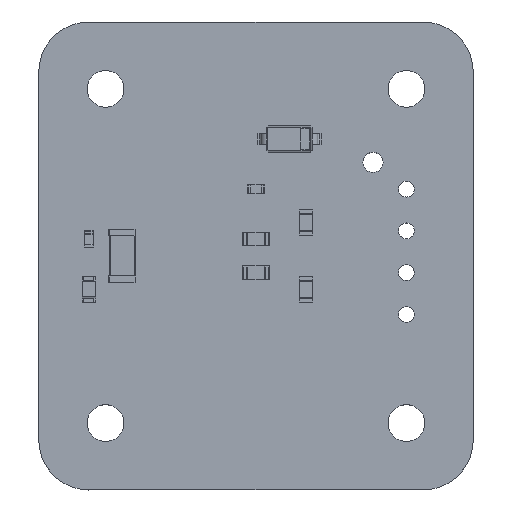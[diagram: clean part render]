
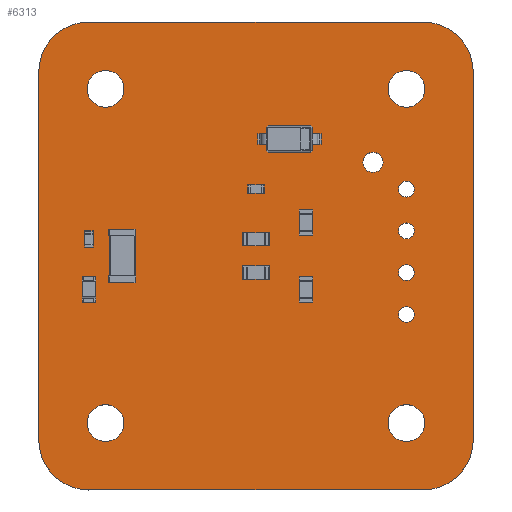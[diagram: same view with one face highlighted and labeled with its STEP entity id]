
A CAD part, top view. The second image highlights one B-rep face of the part: STEP entity #6313.
In plain terms, the highlighted planar face has unit normal (0, 0, 1).
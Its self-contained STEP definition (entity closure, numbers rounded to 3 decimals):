
#6065 = VERTEX_POINT('',#6066);
#6066 = CARTESIAN_POINT('',(118.,-41.,1.6));
#6072 = EDGE_CURVE('',#6065,#6073,#6075,.T.);
#6073 = VERTEX_POINT('',#6074);
#6074 = CARTESIAN_POINT('',(121.,-44.,1.6));
#6075 = CIRCLE('',#6076,3.);
#6076 = AXIS2_PLACEMENT_3D('',#6077,#6078,#6079);
#6077 = CARTESIAN_POINT('',(118.,-44.,1.6));
#6078 = DIRECTION('',(0.,0.,-1.));
#6079 = DIRECTION('',(0.,1.,0.));
#6107 = VERTEX_POINT('',#6108);
#6108 = CARTESIAN_POINT('',(98.,-41.,1.6));
#6114 = EDGE_CURVE('',#6107,#6065,#6115,.T.);
#6115 = LINE('',#6116,#6117);
#6116 = CARTESIAN_POINT('',(98.,-41.,1.6));
#6117 = VECTOR('',#6118,1.);
#6118 = DIRECTION('',(1.,0.,0.));
#6136 = EDGE_CURVE('',#6073,#6137,#6139,.T.);
#6137 = VERTEX_POINT('',#6138);
#6138 = CARTESIAN_POINT('',(121.,-66.,1.6));
#6139 = LINE('',#6140,#6141);
#6140 = CARTESIAN_POINT('',(121.,-44.,1.6));
#6141 = VECTOR('',#6142,1.);
#6142 = DIRECTION('',(0.,-1.,0.));
#6313 = ADVANCED_FACE('',(#6314,#6360,#6371,#6382,#6393,#6404,#6415,
    #6426,#6437,#6448),#6459,.F.);
#6314 = FACE_BOUND('',#6315,.F.);
#6315 = EDGE_LOOP('',(#6316,#6317,#6318,#6327,#6335,#6344,#6352,#6359));
#6316 = ORIENTED_EDGE('',*,*,#6072,.T.);
#6317 = ORIENTED_EDGE('',*,*,#6136,.T.);
#6318 = ORIENTED_EDGE('',*,*,#6319,.T.);
#6319 = EDGE_CURVE('',#6137,#6320,#6322,.T.);
#6320 = VERTEX_POINT('',#6321);
#6321 = CARTESIAN_POINT('',(118.,-69.,1.6));
#6322 = CIRCLE('',#6323,3.);
#6323 = AXIS2_PLACEMENT_3D('',#6324,#6325,#6326);
#6324 = CARTESIAN_POINT('',(118.,-66.,1.6));
#6325 = DIRECTION('',(0.,0.,-1.));
#6326 = DIRECTION('',(1.,0.,0.));
#6327 = ORIENTED_EDGE('',*,*,#6328,.T.);
#6328 = EDGE_CURVE('',#6320,#6329,#6331,.T.);
#6329 = VERTEX_POINT('',#6330);
#6330 = CARTESIAN_POINT('',(98.,-69.,1.6));
#6331 = LINE('',#6332,#6333);
#6332 = CARTESIAN_POINT('',(118.,-69.,1.6));
#6333 = VECTOR('',#6334,1.);
#6334 = DIRECTION('',(-1.,0.,0.));
#6335 = ORIENTED_EDGE('',*,*,#6336,.T.);
#6336 = EDGE_CURVE('',#6329,#6337,#6339,.T.);
#6337 = VERTEX_POINT('',#6338);
#6338 = CARTESIAN_POINT('',(95.,-66.,1.6));
#6339 = CIRCLE('',#6340,3.);
#6340 = AXIS2_PLACEMENT_3D('',#6341,#6342,#6343);
#6341 = CARTESIAN_POINT('',(98.,-66.,1.6));
#6342 = DIRECTION('',(0.,0.,-1.));
#6343 = DIRECTION('',(0.,-1.,-0.));
#6344 = ORIENTED_EDGE('',*,*,#6345,.T.);
#6345 = EDGE_CURVE('',#6337,#6346,#6348,.T.);
#6346 = VERTEX_POINT('',#6347);
#6347 = CARTESIAN_POINT('',(95.,-44.,1.6));
#6348 = LINE('',#6349,#6350);
#6349 = CARTESIAN_POINT('',(95.,-66.,1.6));
#6350 = VECTOR('',#6351,1.);
#6351 = DIRECTION('',(0.,1.,0.));
#6352 = ORIENTED_EDGE('',*,*,#6353,.T.);
#6353 = EDGE_CURVE('',#6346,#6107,#6354,.T.);
#6354 = CIRCLE('',#6355,3.);
#6355 = AXIS2_PLACEMENT_3D('',#6356,#6357,#6358);
#6356 = CARTESIAN_POINT('',(98.,-44.,1.6));
#6357 = DIRECTION('',(0.,0.,-1.));
#6358 = DIRECTION('',(-1.,0.,0.));
#6359 = ORIENTED_EDGE('',*,*,#6114,.T.);
#6360 = FACE_BOUND('',#6361,.F.);
#6361 = EDGE_LOOP('',(#6362));
#6362 = ORIENTED_EDGE('',*,*,#6363,.F.);
#6363 = EDGE_CURVE('',#6364,#6364,#6366,.T.);
#6364 = VERTEX_POINT('',#6365);
#6365 = CARTESIAN_POINT('',(117.,-66.1,1.6));
#6366 = CIRCLE('',#6367,1.1);
#6367 = AXIS2_PLACEMENT_3D('',#6368,#6369,#6370);
#6368 = CARTESIAN_POINT('',(117.,-65.,1.6));
#6369 = DIRECTION('',(-0.,0.,-1.));
#6370 = DIRECTION('',(-0.,-1.,0.));
#6371 = FACE_BOUND('',#6372,.F.);
#6372 = EDGE_LOOP('',(#6373));
#6373 = ORIENTED_EDGE('',*,*,#6374,.F.);
#6374 = EDGE_CURVE('',#6375,#6375,#6377,.T.);
#6375 = VERTEX_POINT('',#6376);
#6376 = CARTESIAN_POINT('',(117.,-58.975,1.6));
#6377 = CIRCLE('',#6378,0.475);
#6378 = AXIS2_PLACEMENT_3D('',#6379,#6380,#6381);
#6379 = CARTESIAN_POINT('',(117.,-58.5,1.6));
#6380 = DIRECTION('',(-0.,0.,-1.));
#6381 = DIRECTION('',(-0.,-1.,0.));
#6382 = FACE_BOUND('',#6383,.F.);
#6383 = EDGE_LOOP('',(#6384));
#6384 = ORIENTED_EDGE('',*,*,#6385,.F.);
#6385 = EDGE_CURVE('',#6386,#6386,#6388,.T.);
#6386 = VERTEX_POINT('',#6387);
#6387 = CARTESIAN_POINT('',(117.,-56.475,1.6));
#6388 = CIRCLE('',#6389,0.475);
#6389 = AXIS2_PLACEMENT_3D('',#6390,#6391,#6392);
#6390 = CARTESIAN_POINT('',(117.,-56.,1.6));
#6391 = DIRECTION('',(-0.,0.,-1.));
#6392 = DIRECTION('',(-0.,-1.,0.));
#6393 = FACE_BOUND('',#6394,.F.);
#6394 = EDGE_LOOP('',(#6395));
#6395 = ORIENTED_EDGE('',*,*,#6396,.F.);
#6396 = EDGE_CURVE('',#6397,#6397,#6399,.T.);
#6397 = VERTEX_POINT('',#6398);
#6398 = CARTESIAN_POINT('',(99.,-66.1,1.6));
#6399 = CIRCLE('',#6400,1.1);
#6400 = AXIS2_PLACEMENT_3D('',#6401,#6402,#6403);
#6401 = CARTESIAN_POINT('',(99.,-65.,1.6));
#6402 = DIRECTION('',(-0.,0.,-1.));
#6403 = DIRECTION('',(-0.,-1.,0.));
#6404 = FACE_BOUND('',#6405,.F.);
#6405 = EDGE_LOOP('',(#6406));
#6406 = ORIENTED_EDGE('',*,*,#6407,.F.);
#6407 = EDGE_CURVE('',#6408,#6408,#6410,.T.);
#6408 = VERTEX_POINT('',#6409);
#6409 = CARTESIAN_POINT('',(117.,-53.975,1.6));
#6410 = CIRCLE('',#6411,0.475);
#6411 = AXIS2_PLACEMENT_3D('',#6412,#6413,#6414);
#6412 = CARTESIAN_POINT('',(117.,-53.5,1.6));
#6413 = DIRECTION('',(-0.,0.,-1.));
#6414 = DIRECTION('',(-0.,-1.,0.));
#6415 = FACE_BOUND('',#6416,.F.);
#6416 = EDGE_LOOP('',(#6417));
#6417 = ORIENTED_EDGE('',*,*,#6418,.F.);
#6418 = EDGE_CURVE('',#6419,#6419,#6421,.T.);
#6419 = VERTEX_POINT('',#6420);
#6420 = CARTESIAN_POINT('',(117.,-51.475,1.6));
#6421 = CIRCLE('',#6422,0.475);
#6422 = AXIS2_PLACEMENT_3D('',#6423,#6424,#6425);
#6423 = CARTESIAN_POINT('',(117.,-51.,1.6));
#6424 = DIRECTION('',(-0.,0.,-1.));
#6425 = DIRECTION('',(-0.,-1.,0.));
#6426 = FACE_BOUND('',#6427,.F.);
#6427 = EDGE_LOOP('',(#6428));
#6428 = ORIENTED_EDGE('',*,*,#6429,.F.);
#6429 = EDGE_CURVE('',#6430,#6430,#6432,.T.);
#6430 = VERTEX_POINT('',#6431);
#6431 = CARTESIAN_POINT('',(115.,-50.,1.6));
#6432 = CIRCLE('',#6433,0.6);
#6433 = AXIS2_PLACEMENT_3D('',#6434,#6435,#6436);
#6434 = CARTESIAN_POINT('',(115.,-49.4,1.6));
#6435 = DIRECTION('',(-0.,0.,-1.));
#6436 = DIRECTION('',(-0.,-1.,0.));
#6437 = FACE_BOUND('',#6438,.F.);
#6438 = EDGE_LOOP('',(#6439));
#6439 = ORIENTED_EDGE('',*,*,#6440,.F.);
#6440 = EDGE_CURVE('',#6441,#6441,#6443,.T.);
#6441 = VERTEX_POINT('',#6442);
#6442 = CARTESIAN_POINT('',(117.,-46.1,1.6));
#6443 = CIRCLE('',#6444,1.1);
#6444 = AXIS2_PLACEMENT_3D('',#6445,#6446,#6447);
#6445 = CARTESIAN_POINT('',(117.,-45.,1.6));
#6446 = DIRECTION('',(-0.,0.,-1.));
#6447 = DIRECTION('',(-0.,-1.,0.));
#6448 = FACE_BOUND('',#6449,.F.);
#6449 = EDGE_LOOP('',(#6450));
#6450 = ORIENTED_EDGE('',*,*,#6451,.F.);
#6451 = EDGE_CURVE('',#6452,#6452,#6454,.T.);
#6452 = VERTEX_POINT('',#6453);
#6453 = CARTESIAN_POINT('',(99.,-46.1,1.6));
#6454 = CIRCLE('',#6455,1.1);
#6455 = AXIS2_PLACEMENT_3D('',#6456,#6457,#6458);
#6456 = CARTESIAN_POINT('',(99.,-45.,1.6));
#6457 = DIRECTION('',(-0.,0.,-1.));
#6458 = DIRECTION('',(-0.,-1.,0.));
#6459 = PLANE('',#6460);
#6460 = AXIS2_PLACEMENT_3D('',#6461,#6462,#6463);
#6461 = CARTESIAN_POINT('',(108.,-55.,1.6));
#6462 = DIRECTION('',(-0.,-0.,-1.));
#6463 = DIRECTION('',(-1.,0.,0.));
